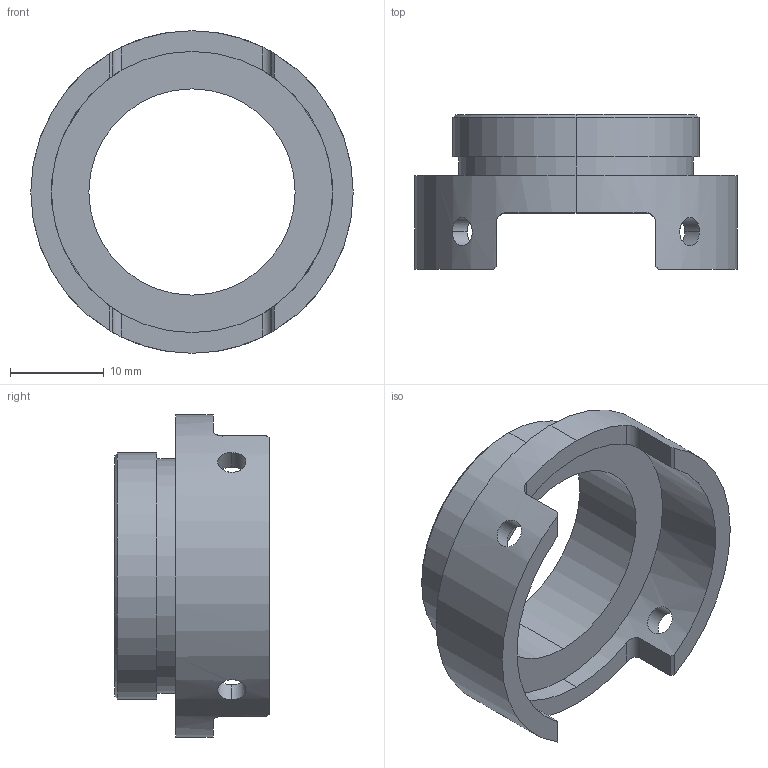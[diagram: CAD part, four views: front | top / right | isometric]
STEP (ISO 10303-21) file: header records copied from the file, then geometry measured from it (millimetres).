
FILE_DESCRIPTION (( 'STEP AP203' ), '1' );
FILE_NAME ('GCM-091202M 三维外形图.STEP', '2017-05-16T02:10:30', ( '' ), ( '' ), 'SwSTEP 2.0', 'SolidWorks 2015', '' );
FILE_SCHEMA (( 'CONFIG_CONTROL_DESIGN' ));
Length unit declared in the file: millimetre
Products named in the file (2): GCM-091202M 三维外形图
Bounding box: 34.4 x 16.5 x 34.4 mm (x, y, z)
Volume: 3295.4 mm3; surface area: 3792.6 mm2
Topology: 1 solids, 1 shells, 40 faces, 106 edges, 70 vertices
Faces by surface type: cylinder 22, plane 16, cone 2
Entity records: 1859 total; most frequent: CARTESIAN_POINT 730, ORIENTED_EDGE 212, DIRECTION 188, EDGE_CURVE 106, AXIS2_PLACEMENT_3D 72, VERTEX_POINT 70, EDGE_LOOP 52, VECTOR 44
